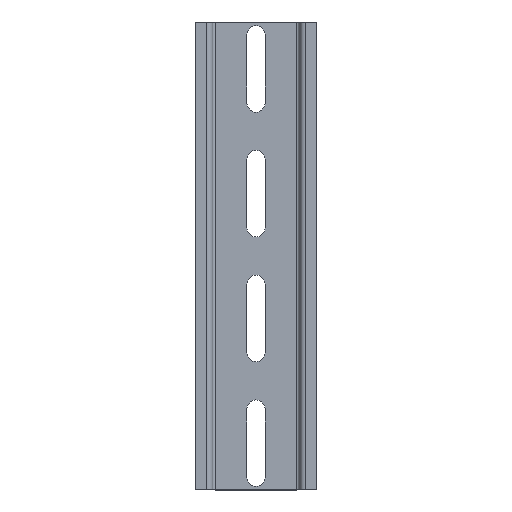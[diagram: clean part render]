
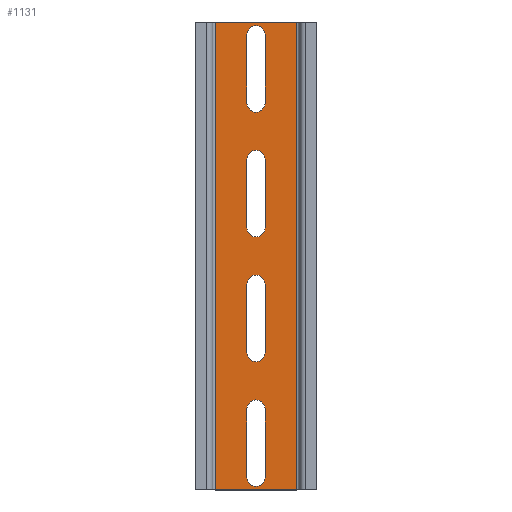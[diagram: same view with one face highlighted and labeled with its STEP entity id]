
A CAD part, top view. The second image highlights one B-rep face of the part: STEP entity #1131.
In plain terms, the highlighted planar face has unit normal (0, 0, 1).
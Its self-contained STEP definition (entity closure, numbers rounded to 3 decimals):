
#339 = VERTEX_POINT('',#340);
#340 = CARTESIAN_POINT('',(11.7,0.,1.));
#347 = EDGE_CURVE('',#339,#348,#350,.T.);
#348 = VERTEX_POINT('',#349);
#349 = CARTESIAN_POINT('',(-11.7,0.,1.));
#350 = LINE('',#351,#352);
#351 = CARTESIAN_POINT('',(0.,0.,1.));
#352 = VECTOR('',#353,1.);
#353 = DIRECTION('',(-1.,0.,0.));
#491 = VERTEX_POINT('',#492);
#492 = CARTESIAN_POINT('',(11.7,-135.,1.));
#499 = EDGE_CURVE('',#491,#500,#502,.T.);
#500 = VERTEX_POINT('',#501);
#501 = CARTESIAN_POINT('',(-11.7,-135.,1.));
#502 = LINE('',#503,#504);
#503 = CARTESIAN_POINT('',(11.7,-135.,1.));
#504 = VECTOR('',#505,1.);
#505 = DIRECTION('',(-1.,0.,0.));
#607 = EDGE_CURVE('',#608,#610,#612,.T.);
#608 = VERTEX_POINT('',#609);
#609 = CARTESIAN_POINT('',(2.6,-131.4,1.));
#610 = VERTEX_POINT('',#611);
#611 = CARTESIAN_POINT('',(2.6,-111.6,1.));
#612 = LINE('',#613,#614);
#613 = CARTESIAN_POINT('',(2.6,-131.4,1.));
#614 = VECTOR('',#615,1.);
#615 = DIRECTION('',(0.,1.,0.));
#638 = EDGE_CURVE('',#639,#608,#641,.T.);
#639 = VERTEX_POINT('',#640);
#640 = CARTESIAN_POINT('',(-2.6,-131.4,1.));
#641 = CIRCLE('',#642,2.6);
#642 = AXIS2_PLACEMENT_3D('',#643,#644,#645);
#643 = CARTESIAN_POINT('',(0.,-131.4,1.));
#644 = DIRECTION('',(0.,0.,1.));
#645 = DIRECTION('',(1.,0.,0.));
#663 = EDGE_CURVE('',#664,#639,#666,.T.);
#664 = VERTEX_POINT('',#665);
#665 = CARTESIAN_POINT('',(-2.6,-111.6,1.));
#666 = LINE('',#667,#668);
#667 = CARTESIAN_POINT('',(-2.6,-111.6,1.));
#668 = VECTOR('',#669,1.);
#669 = DIRECTION('',(0.,-1.,0.));
#687 = EDGE_CURVE('',#610,#664,#688,.T.);
#688 = CIRCLE('',#689,2.6);
#689 = AXIS2_PLACEMENT_3D('',#690,#691,#692);
#690 = CARTESIAN_POINT('',(0.,-111.6,1.));
#691 = DIRECTION('',(0.,0.,1.));
#692 = DIRECTION('',(1.,0.,0.));
#705 = EDGE_CURVE('',#706,#708,#710,.T.);
#706 = VERTEX_POINT('',#707);
#707 = CARTESIAN_POINT('',(2.6,-95.4,1.));
#708 = VERTEX_POINT('',#709);
#709 = CARTESIAN_POINT('',(2.6,-75.6,1.));
#710 = LINE('',#711,#712);
#711 = CARTESIAN_POINT('',(2.6,-95.4,1.));
#712 = VECTOR('',#713,1.);
#713 = DIRECTION('',(0.,1.,0.));
#736 = EDGE_CURVE('',#737,#706,#739,.T.);
#737 = VERTEX_POINT('',#738);
#738 = CARTESIAN_POINT('',(-2.6,-95.4,1.));
#739 = CIRCLE('',#740,2.6);
#740 = AXIS2_PLACEMENT_3D('',#741,#742,#743);
#741 = CARTESIAN_POINT('',(0.,-95.4,1.));
#742 = DIRECTION('',(0.,0.,1.));
#743 = DIRECTION('',(1.,0.,0.));
#761 = EDGE_CURVE('',#762,#737,#764,.T.);
#762 = VERTEX_POINT('',#763);
#763 = CARTESIAN_POINT('',(-2.6,-75.6,1.));
#764 = LINE('',#765,#766);
#765 = CARTESIAN_POINT('',(-2.6,-75.6,1.));
#766 = VECTOR('',#767,1.);
#767 = DIRECTION('',(0.,-1.,0.));
#785 = EDGE_CURVE('',#708,#762,#786,.T.);
#786 = CIRCLE('',#787,2.6);
#787 = AXIS2_PLACEMENT_3D('',#788,#789,#790);
#788 = CARTESIAN_POINT('',(0.,-75.6,1.));
#789 = DIRECTION('',(0.,0.,1.));
#790 = DIRECTION('',(1.,0.,0.));
#803 = EDGE_CURVE('',#804,#806,#808,.T.);
#804 = VERTEX_POINT('',#805);
#805 = CARTESIAN_POINT('',(2.6,-59.4,1.));
#806 = VERTEX_POINT('',#807);
#807 = CARTESIAN_POINT('',(2.6,-39.6,1.));
#808 = LINE('',#809,#810);
#809 = CARTESIAN_POINT('',(2.6,-59.4,1.));
#810 = VECTOR('',#811,1.);
#811 = DIRECTION('',(0.,1.,0.));
#834 = EDGE_CURVE('',#835,#804,#837,.T.);
#835 = VERTEX_POINT('',#836);
#836 = CARTESIAN_POINT('',(-2.6,-59.4,1.));
#837 = CIRCLE('',#838,2.6);
#838 = AXIS2_PLACEMENT_3D('',#839,#840,#841);
#839 = CARTESIAN_POINT('',(0.,-59.4,1.));
#840 = DIRECTION('',(0.,0.,1.));
#841 = DIRECTION('',(1.,0.,0.));
#859 = EDGE_CURVE('',#860,#835,#862,.T.);
#860 = VERTEX_POINT('',#861);
#861 = CARTESIAN_POINT('',(-2.6,-39.6,1.));
#862 = LINE('',#863,#864);
#863 = CARTESIAN_POINT('',(-2.6,-39.6,1.));
#864 = VECTOR('',#865,1.);
#865 = DIRECTION('',(0.,-1.,0.));
#883 = EDGE_CURVE('',#806,#860,#884,.T.);
#884 = CIRCLE('',#885,2.6);
#885 = AXIS2_PLACEMENT_3D('',#886,#887,#888);
#886 = CARTESIAN_POINT('',(0.,-39.6,1.));
#887 = DIRECTION('',(0.,0.,1.));
#888 = DIRECTION('',(1.,0.,0.));
#901 = EDGE_CURVE('',#902,#904,#906,.T.);
#902 = VERTEX_POINT('',#903);
#903 = CARTESIAN_POINT('',(2.6,-23.4,1.));
#904 = VERTEX_POINT('',#905);
#905 = CARTESIAN_POINT('',(2.6,-3.6,1.));
#906 = LINE('',#907,#908);
#907 = CARTESIAN_POINT('',(2.6,-23.4,1.));
#908 = VECTOR('',#909,1.);
#909 = DIRECTION('',(0.,1.,0.));
#932 = EDGE_CURVE('',#904,#933,#935,.T.);
#933 = VERTEX_POINT('',#934);
#934 = CARTESIAN_POINT('',(-2.6,-3.6,1.));
#935 = CIRCLE('',#936,2.6);
#936 = AXIS2_PLACEMENT_3D('',#937,#938,#939);
#937 = CARTESIAN_POINT('',(0.,-3.6,1.));
#938 = DIRECTION('',(0.,0.,1.));
#939 = DIRECTION('',(1.,0.,0.));
#957 = EDGE_CURVE('',#958,#902,#960,.T.);
#958 = VERTEX_POINT('',#959);
#959 = CARTESIAN_POINT('',(-2.6,-23.4,1.));
#960 = CIRCLE('',#961,2.6);
#961 = AXIS2_PLACEMENT_3D('',#962,#963,#964);
#962 = CARTESIAN_POINT('',(0.,-23.4,1.));
#963 = DIRECTION('',(0.,0.,1.));
#964 = DIRECTION('',(1.,0.,0.));
#982 = EDGE_CURVE('',#933,#958,#983,.T.);
#983 = LINE('',#984,#985);
#984 = CARTESIAN_POINT('',(-2.6,-3.6,1.));
#985 = VECTOR('',#986,1.);
#986 = DIRECTION('',(0.,-1.,0.));
#1118 = EDGE_CURVE('',#339,#491,#1119,.T.);
#1119 = LINE('',#1120,#1121);
#1120 = CARTESIAN_POINT('',(11.7,0.,1.));
#1121 = VECTOR('',#1122,1.);
#1122 = DIRECTION('',(0.,-1.,0.));
#1131 = ADVANCED_FACE('',(#1132,#1143,#1149,#1155,#1161),#1167,.T.);
#1132 = FACE_BOUND('',#1133,.T.);
#1133 = EDGE_LOOP('',(#1134,#1135,#1136,#1142));
#1134 = ORIENTED_EDGE('',*,*,#1118,.F.);
#1135 = ORIENTED_EDGE('',*,*,#347,.T.);
#1136 = ORIENTED_EDGE('',*,*,#1137,.T.);
#1137 = EDGE_CURVE('',#348,#500,#1138,.T.);
#1138 = LINE('',#1139,#1140);
#1139 = CARTESIAN_POINT('',(-11.7,0.,1.));
#1140 = VECTOR('',#1141,1.);
#1141 = DIRECTION('',(0.,-1.,0.));
#1142 = ORIENTED_EDGE('',*,*,#499,.F.);
#1143 = FACE_BOUND('',#1144,.T.);
#1144 = EDGE_LOOP('',(#1145,#1146,#1147,#1148));
#1145 = ORIENTED_EDGE('',*,*,#687,.F.);
#1146 = ORIENTED_EDGE('',*,*,#607,.F.);
#1147 = ORIENTED_EDGE('',*,*,#638,.F.);
#1148 = ORIENTED_EDGE('',*,*,#663,.F.);
#1149 = FACE_BOUND('',#1150,.T.);
#1150 = EDGE_LOOP('',(#1151,#1152,#1153,#1154));
#1151 = ORIENTED_EDGE('',*,*,#785,.F.);
#1152 = ORIENTED_EDGE('',*,*,#705,.F.);
#1153 = ORIENTED_EDGE('',*,*,#736,.F.);
#1154 = ORIENTED_EDGE('',*,*,#761,.F.);
#1155 = FACE_BOUND('',#1156,.T.);
#1156 = EDGE_LOOP('',(#1157,#1158,#1159,#1160));
#1157 = ORIENTED_EDGE('',*,*,#883,.F.);
#1158 = ORIENTED_EDGE('',*,*,#803,.F.);
#1159 = ORIENTED_EDGE('',*,*,#834,.F.);
#1160 = ORIENTED_EDGE('',*,*,#859,.F.);
#1161 = FACE_BOUND('',#1162,.T.);
#1162 = EDGE_LOOP('',(#1163,#1164,#1165,#1166));
#1163 = ORIENTED_EDGE('',*,*,#932,.F.);
#1164 = ORIENTED_EDGE('',*,*,#901,.F.);
#1165 = ORIENTED_EDGE('',*,*,#957,.F.);
#1166 = ORIENTED_EDGE('',*,*,#982,.F.);
#1167 = PLANE('',#1168);
#1168 = AXIS2_PLACEMENT_3D('',#1169,#1170,#1171);
#1169 = CARTESIAN_POINT('',(0.,-67.5,1.));
#1170 = DIRECTION('',(0.,0.,1.));
#1171 = DIRECTION('',(1.,0.,0.));
